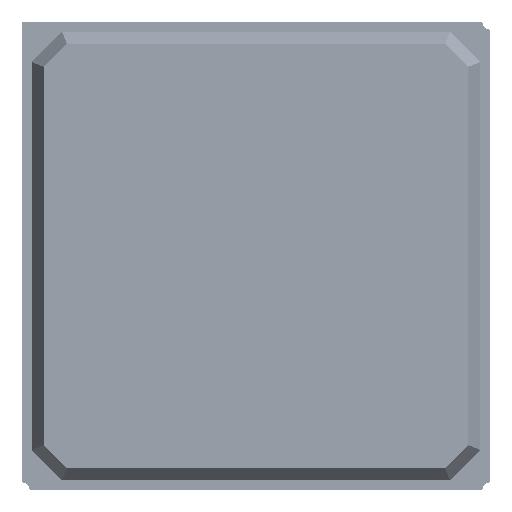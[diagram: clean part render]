
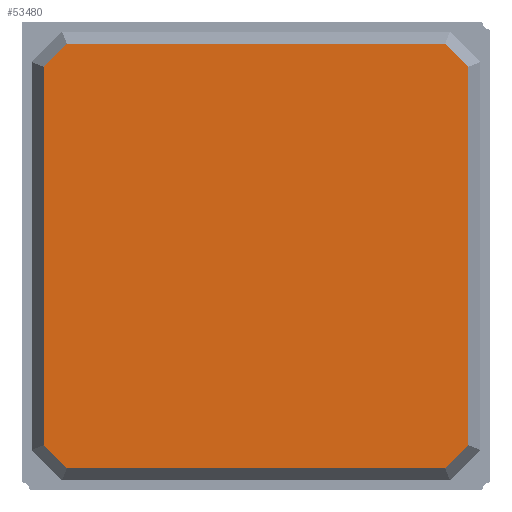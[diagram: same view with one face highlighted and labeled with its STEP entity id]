
A CAD part, top view. The second image highlights one B-rep face of the part: STEP entity #53480.
In plain terms, the highlighted planar face has unit normal (0, 0, 1).
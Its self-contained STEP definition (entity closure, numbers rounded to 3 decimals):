
#53216=CARTESIAN_POINT('',(14.071,-12.527,2.6));
#53217=VERTEX_POINT('',#53216);
#53224=CARTESIAN_POINT('',(12.527,-14.071,2.6));
#53225=VERTEX_POINT('',#53224);
#53226=CARTESIAN_POINT('',(14.071,-12.527,2.6));
#53227=DIRECTION('',(-0.707,-0.707,0.));
#53228=VECTOR('',#53227,2.183);
#53229=LINE('',#53226,#53228);
#53230=EDGE_CURVE('',#53225,#53217,#53229,.F.);
#53255=CARTESIAN_POINT('',(-12.527,-14.071,2.6));
#53256=VERTEX_POINT('',#53255);
#53257=CARTESIAN_POINT('',(12.527,-14.071,2.6));
#53258=DIRECTION('',(-1.0,0.0,0.0));
#53259=VECTOR('',#53258,25.054);
#53260=LINE('',#53257,#53259);
#53261=EDGE_CURVE('',#53256,#53225,#53260,.F.);
#53286=CARTESIAN_POINT('',(-14.071,-12.527,2.6));
#53287=VERTEX_POINT('',#53286);
#53288=CARTESIAN_POINT('',(-12.527,-14.071,2.6));
#53289=DIRECTION('',(-0.707,0.707,0.));
#53290=VECTOR('',#53289,2.183);
#53291=LINE('',#53288,#53290);
#53292=EDGE_CURVE('',#53287,#53256,#53291,.F.);
#53317=CARTESIAN_POINT('',(-14.071,12.527,2.6));
#53318=VERTEX_POINT('',#53317);
#53319=CARTESIAN_POINT('',(-14.071,-12.527,2.6));
#53320=DIRECTION('',(0.0,1.0,0.0));
#53321=VECTOR('',#53320,25.054);
#53322=LINE('',#53319,#53321);
#53323=EDGE_CURVE('',#53318,#53287,#53322,.F.);
#53348=CARTESIAN_POINT('',(-12.527,14.071,2.6));
#53349=VERTEX_POINT('',#53348);
#53350=CARTESIAN_POINT('',(-14.071,12.527,2.6));
#53351=DIRECTION('',(0.707,0.707,0.));
#53352=VECTOR('',#53351,2.183);
#53353=LINE('',#53350,#53352);
#53354=EDGE_CURVE('',#53349,#53318,#53353,.F.);
#53379=CARTESIAN_POINT('',(12.527,14.071,2.6));
#53380=VERTEX_POINT('',#53379);
#53381=CARTESIAN_POINT('',(-12.527,14.071,2.6));
#53382=DIRECTION('',(1.0,0.0,0.0));
#53383=VECTOR('',#53382,25.054);
#53384=LINE('',#53381,#53383);
#53385=EDGE_CURVE('',#53380,#53349,#53384,.F.);
#53410=CARTESIAN_POINT('',(14.071,12.527,2.6));
#53411=VERTEX_POINT('',#53410);
#53412=CARTESIAN_POINT('',(12.527,14.071,2.6));
#53413=DIRECTION('',(0.707,-0.707,0.));
#53414=VECTOR('',#53413,2.183);
#53415=LINE('',#53412,#53414);
#53416=EDGE_CURVE('',#53411,#53380,#53415,.F.);
#53439=CARTESIAN_POINT('',(14.071,12.527,2.6));
#53440=DIRECTION('',(0.0,-1.0,0.0));
#53441=VECTOR('',#53440,25.054);
#53442=LINE('',#53439,#53441);
#53443=EDGE_CURVE('',#53217,#53411,#53442,.F.);
#53465=CARTESIAN_POINT('',(11.5,15.5,2.6));
#53466=DIRECTION('',(0.0,0.0,-1.0));
#53467=DIRECTION('',(0.0,-1.0,0.0));
#53468=AXIS2_PLACEMENT_3D('',#53465,#53466,#53467);
#53469=PLANE('',#53468);
#53470=ORIENTED_EDGE('',*,*,#53443,.T.);
#53471=ORIENTED_EDGE('',*,*,#53416,.T.);
#53472=ORIENTED_EDGE('',*,*,#53385,.T.);
#53473=ORIENTED_EDGE('',*,*,#53354,.T.);
#53474=ORIENTED_EDGE('',*,*,#53323,.T.);
#53475=ORIENTED_EDGE('',*,*,#53292,.T.);
#53476=ORIENTED_EDGE('',*,*,#53261,.T.);
#53477=ORIENTED_EDGE('',*,*,#53230,.T.);
#53478=EDGE_LOOP('',(#53470,#53471,#53472,#53473,#53474,#53475,#53476,#53477));
#53479=FACE_OUTER_BOUND('',#53478,.T.);
#53480=ADVANCED_FACE('',(#53479),#53469,.F.);
